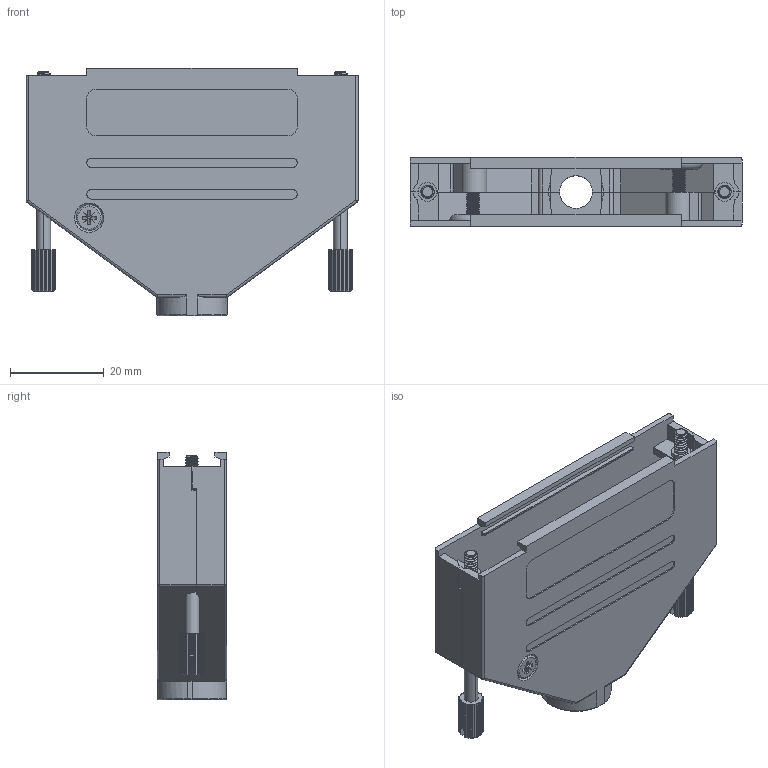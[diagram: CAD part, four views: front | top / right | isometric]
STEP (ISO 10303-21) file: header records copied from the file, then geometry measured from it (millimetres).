
FILE_DESCRIPTION (( 'STEP AP214' ), '1' );
FILE_NAME ('6688-9563.STEP', '2023-04-24T09:49:02', ( '' ), ( '' ), 'SwSTEP 2.0', 'SolidWorks 2021', '' );
FILE_SCHEMA (( 'AUTOMOTIVE_DESIGN' ));
Length unit declared in the file: millimetre
Products named in the file (5): 6805-0105-04; 6855-0117-02; 6522-0121-05 (7mm); 6826-0141-02; 6688-9563
Assembly tree (8 placements, depth 2):
  6688-9563
    6805-0105-04  x2
    6522-0121-05 (7mm)  x2
    6826-0141-02  x2
    6855-0117-02  x2
Bounding box: 71 x 14.85 x 53 mm (x, y, z)
Volume: 12758.9 mm3; surface area: 20089.6 mm2
Topology: 8 solids, 8 shells, 834 faces, 2302 edges, 1504 vertices
Faces by surface type: plane 446, cylinder 310, cone 32, bspline 22, torus 20, sphere 4
Entity records: 17212 total; most frequent: CARTESIAN_POINT 6818, ORIENTED_EDGE 2294, DIRECTION 1965, EDGE_CURVE 1147, VERTEX_POINT 752, VECTOR 685, LINE 685, AXIS2_PLACEMENT_3D 640
